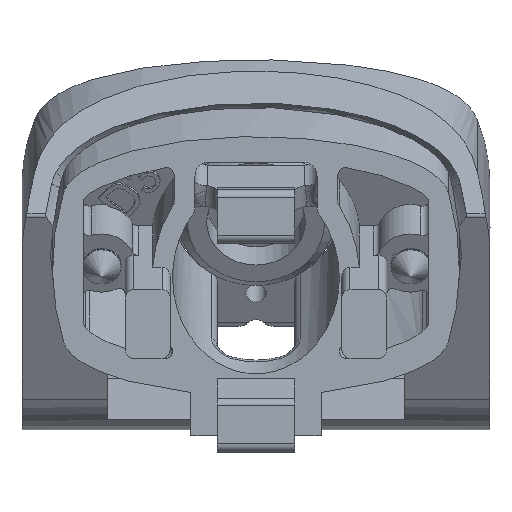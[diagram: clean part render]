
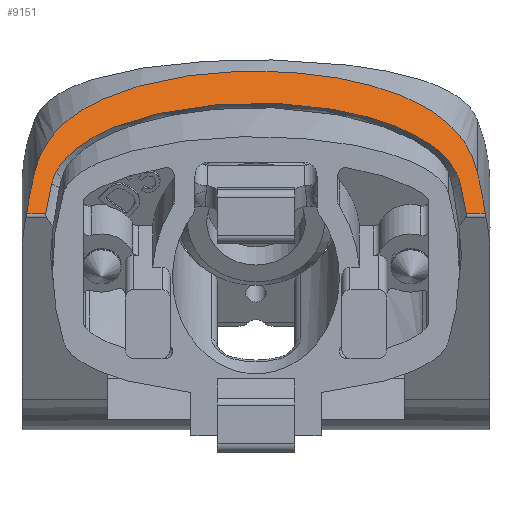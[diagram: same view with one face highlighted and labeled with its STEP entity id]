
A CAD part, front view. The second image highlights one B-rep face of the part: STEP entity #9151.
In plain terms, the highlighted planar face has unit normal (0, -0.94, 0.342).
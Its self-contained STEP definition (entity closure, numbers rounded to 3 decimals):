
#352=B_SPLINE_CURVE_WITH_KNOTS('',3,(#19167,#19168,#19169,#19170),
 .UNSPECIFIED.,.F.,.F.,(4,4),(1.231,1.339),
 .UNSPECIFIED.);
#355=B_SPLINE_CURVE_WITH_KNOTS('',3,(#19222,#19223,#19224,#19225),
 .UNSPECIFIED.,.F.,.F.,(4,4),(1.802,1.91),
 .UNSPECIFIED.);
#359=B_SPLINE_CURVE_WITH_KNOTS('',3,(#19310,#19311,#19312,#19313,#19314,
#19315,#19316,#19317,#19318,#19319,#19320,#19321,#19322),.UNSPECIFIED.,
 .F.,.F.,(4,1,1,1,1,1,1,1,1,1,4),(0.056,0.176,0.296,
0.535,0.655,1.015,1.254,1.374,
1.494,1.614,1.734),.UNSPECIFIED.);
#361=B_SPLINE_CURVE_WITH_KNOTS('',3,(#19343,#19344,#19345,#19346),
 .UNSPECIFIED.,.F.,.F.,(4,4),(0.005,0.056),
 .UNSPECIFIED.);
#362=B_SPLINE_CURVE_WITH_KNOTS('',3,(#19363,#19364,#19365,#19366),
 .UNSPECIFIED.,.F.,.F.,(4,4),(1.734,1.785),
 .UNSPECIFIED.);
#367=B_SPLINE_CURVE_WITH_KNOTS('',3,(#19437,#19438,#19439,#19440,#19441,
#19442,#19443,#19444,#19445,#19446,#19447,#19448,#19449,#19450,#19451,#19452,
#19453,#19454,#19455,#19456),.UNSPECIFIED.,.F.,.F.,(4,2,2,2,2,2,2,2,2,4),
(-1.17,-1.1,-1.021,-0.891,
-0.791,-0.703,-0.598,-0.441,
-0.229,0.),.UNSPECIFIED.);
#1454=FACE_OUTER_BOUND('',#1960,.T.);
#1960=EDGE_LOOP('',(#8312,#8313,#8314,#8315,#8316,#8317,#8318,#8319,#8320,
#8321));
#2070=ELLIPSE('',#9974,17.18,11.043);
#2071=ELLIPSE('',#9975,17.18,11.043);
#2726=LINE('',#19422,#3407);
#2727=LINE('',#19433,#3408);
#3407=VECTOR('',#12170,10.);
#3408=VECTOR('',#12173,10.);
#4296=VERTEX_POINT('',#19164);
#4297=VERTEX_POINT('',#19166);
#4299=VERTEX_POINT('',#19204);
#4300=VERTEX_POINT('',#19221);
#4303=VERTEX_POINT('',#19291);
#4306=VERTEX_POINT('',#19308);
#4314=VERTEX_POINT('',#19421);
#4315=VERTEX_POINT('',#19432);
#4316=VERTEX_POINT('',#19434);
#4317=VERTEX_POINT('',#19436);
#5640=EDGE_CURVE('',#4296,#4297,#352,.T.);
#5643=EDGE_CURVE('',#4299,#4300,#355,.T.);
#5650=EDGE_CURVE('',#4306,#4303,#359,.T.);
#5652=EDGE_CURVE('',#4300,#4306,#361,.T.);
#5653=EDGE_CURVE('',#4303,#4296,#362,.T.);
#5665=EDGE_CURVE('',#4297,#4314,#2726,.T.);
#5667=EDGE_CURVE('',#4315,#4299,#2727,.T.);
#5668=EDGE_CURVE('',#4315,#4316,#2070,.T.);
#5669=EDGE_CURVE('',#4316,#4317,#367,.T.);
#5670=EDGE_CURVE('',#4317,#4314,#2071,.T.);
#8312=ORIENTED_EDGE('',*,*,#5640,.F.);
#8313=ORIENTED_EDGE('',*,*,#5653,.F.);
#8314=ORIENTED_EDGE('',*,*,#5650,.F.);
#8315=ORIENTED_EDGE('',*,*,#5652,.F.);
#8316=ORIENTED_EDGE('',*,*,#5643,.F.);
#8317=ORIENTED_EDGE('',*,*,#5667,.F.);
#8318=ORIENTED_EDGE('',*,*,#5668,.T.);
#8319=ORIENTED_EDGE('',*,*,#5669,.T.);
#8320=ORIENTED_EDGE('',*,*,#5670,.T.);
#8321=ORIENTED_EDGE('',*,*,#5665,.F.);
#8687=PLANE('',#9973);
#9151=ADVANCED_FACE('',(#1454),#8687,.T.);
#9973=AXIS2_PLACEMENT_3D('',#19431,#12171,#12172);
#9974=AXIS2_PLACEMENT_3D('',#19435,#12174,#12175);
#9975=AXIS2_PLACEMENT_3D('',#19457,#12176,#12177);
#12170=DIRECTION('',(-1.,0.,0.));
#12171=DIRECTION('center_axis',(0.,-0.94,0.342));
#12172=DIRECTION('ref_axis',(0.,-0.342,-0.94));
#12173=DIRECTION('',(-1.,0.,0.));
#12174=DIRECTION('center_axis',(0.,-0.94,0.342));
#12175=DIRECTION('ref_axis',(0.,-0.342,-0.94));
#12176=DIRECTION('center_axis',(0.,-0.94,0.342));
#12177=DIRECTION('ref_axis',(0.,0.342,0.94));
#19164=CARTESIAN_POINT('',(-10.037,4.368,46.316));
#19166=CARTESIAN_POINT('',(-10.337,3.823,44.82));
#19167=CARTESIAN_POINT('Ctrl Pts',(-10.037,4.368,46.316));
#19168=CARTESIAN_POINT('Ctrl Pts',(-10.155,4.189,45.826));
#19169=CARTESIAN_POINT('Ctrl Pts',(-10.256,4.008,45.326));
#19170=CARTESIAN_POINT('Ctrl Pts',(-10.337,3.823,44.82));
#19204=CARTESIAN_POINT('',(10.337,3.823,44.82));
#19221=CARTESIAN_POINT('',(10.037,4.368,46.317));
#19222=CARTESIAN_POINT('Ctrl Pts',(10.337,3.823,44.82));
#19223=CARTESIAN_POINT('Ctrl Pts',(10.256,4.008,45.326));
#19224=CARTESIAN_POINT('Ctrl Pts',(10.155,4.19,45.826));
#19225=CARTESIAN_POINT('Ctrl Pts',(10.037,4.368,46.317));
#19291=CARTESIAN_POINT('',(-9.834,4.566,46.861));
#19308=CARTESIAN_POINT('',(9.834,4.566,46.861));
#19310=CARTESIAN_POINT('Ctrl Pts',(9.834,4.566,46.861));
#19311=CARTESIAN_POINT('Ctrl Pts',(9.628,4.714,47.266));
#19312=CARTESIAN_POINT('Ctrl Pts',(9.021,4.96,47.943));
#19313=CARTESIAN_POINT('Ctrl Pts',(7.591,5.309,48.903));
#19314=CARTESIAN_POINT('Ctrl Pts',(5.487,5.583,49.654));
#19315=CARTESIAN_POINT('Ctrl Pts',(2.219,5.8,50.252));
#19316=CARTESIAN_POINT('Ctrl Pts',(-1.04,5.838,50.356));
#19317=CARTESIAN_POINT('Ctrl Pts',(-4.283,5.681,49.924));
#19318=CARTESIAN_POINT('Ctrl Pts',(-6.433,5.463,49.324));
#19319=CARTESIAN_POINT('Ctrl Pts',(-7.928,5.227,48.677));
#19320=CARTESIAN_POINT('Ctrl Pts',(-9.06,4.95,47.915));
#19321=CARTESIAN_POINT('Ctrl Pts',(-9.631,4.711,47.26));
#19322=CARTESIAN_POINT('Ctrl Pts',(-9.834,4.566,46.861));
#19343=CARTESIAN_POINT('Ctrl Pts',(10.037,4.368,46.317));
#19344=CARTESIAN_POINT('Ctrl Pts',(9.991,4.438,46.508));
#19345=CARTESIAN_POINT('Ctrl Pts',(9.921,4.504,46.69));
#19346=CARTESIAN_POINT('Ctrl Pts',(9.834,4.566,46.861));
#19363=CARTESIAN_POINT('Ctrl Pts',(-9.834,4.566,46.861));
#19364=CARTESIAN_POINT('Ctrl Pts',(-9.921,4.504,46.689));
#19365=CARTESIAN_POINT('Ctrl Pts',(-9.991,4.438,46.507));
#19366=CARTESIAN_POINT('Ctrl Pts',(-10.037,4.368,46.316));
#19421=CARTESIAN_POINT('',(-11.266,3.823,44.82));
#19422=CARTESIAN_POINT('',(0.,3.823,44.82));
#19431=CARTESIAN_POINT('Origin',(0.,3.138,
42.937));
#19432=CARTESIAN_POINT('',(11.266,3.823,44.82));
#19433=CARTESIAN_POINT('',(0.,3.823,44.82));
#19434=CARTESIAN_POINT('',(10.87,4.577,46.891));
#19435=CARTESIAN_POINT('Origin',(0.457,2.621,41.517));
#19436=CARTESIAN_POINT('',(-10.87,4.577,46.891));
#19437=CARTESIAN_POINT('Ctrl Pts',(10.87,4.577,46.891));
#19438=CARTESIAN_POINT('Ctrl Pts',(10.714,4.814,47.541));
#19439=CARTESIAN_POINT('Ctrl Pts',(10.46,4.995,48.038));
#19440=CARTESIAN_POINT('Ctrl Pts',(9.842,5.307,48.897));
#19441=CARTESIAN_POINT('Ctrl Pts',(9.365,5.488,49.393));
#19442=CARTESIAN_POINT('Ctrl Pts',(7.474,5.936,50.624));
#19443=CARTESIAN_POINT('Ctrl Pts',(5.925,6.113,51.11));
#19444=CARTESIAN_POINT('Ctrl Pts',(3.435,6.299,51.622));
#19445=CARTESIAN_POINT('Ctrl Pts',(2.3,6.348,51.755));
#19446=CARTESIAN_POINT('Ctrl Pts',(0.217,6.385,51.859));
#19447=CARTESIAN_POINT('Ctrl Pts',(-0.768,6.382,51.85));
#19448=CARTESIAN_POINT('Ctrl Pts',(-2.9,6.327,51.698));
#19449=CARTESIAN_POINT('Ctrl Pts',(-4.08,6.264,51.526));
#19450=CARTESIAN_POINT('Ctrl Pts',(-6.857,6.014,50.838));
#19451=CARTESIAN_POINT('Ctrl Pts',(-7.89,5.825,50.318));
#19452=CARTESIAN_POINT('Ctrl Pts',(-9.349,5.501,49.43));
#19453=CARTESIAN_POINT('Ctrl Pts',(-9.8,5.319,48.93));
#19454=CARTESIAN_POINT('Ctrl Pts',(-10.416,5.023,48.115));
#19455=CARTESIAN_POINT('Ctrl Pts',(-10.702,4.832,47.59));
#19456=CARTESIAN_POINT('Ctrl Pts',(-10.87,4.577,46.891));
#19457=CARTESIAN_POINT('Origin',(-0.457,2.621,41.517));
